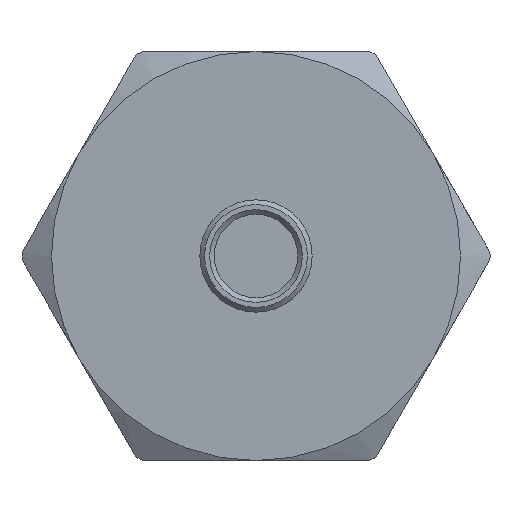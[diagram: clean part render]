
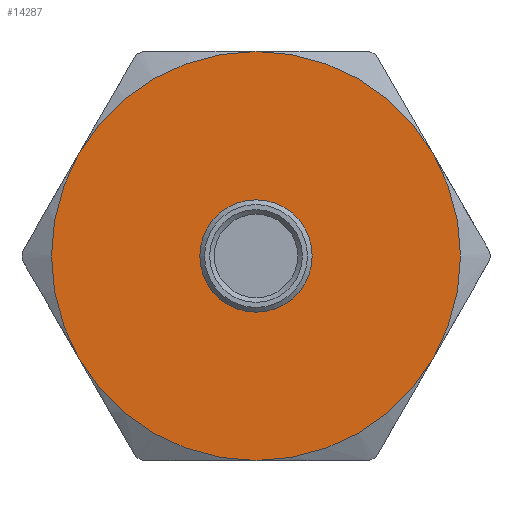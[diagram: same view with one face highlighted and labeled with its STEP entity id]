
A CAD part, left-side view. The second image highlights one B-rep face of the part: STEP entity #14287.
In plain terms, the highlighted planar face has unit normal (-1, 0, 0).
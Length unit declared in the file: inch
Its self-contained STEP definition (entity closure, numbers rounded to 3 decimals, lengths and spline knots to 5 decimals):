
#261 = AXIS2_PLACEMENT_3D ( 'NONE', #5289, #1347, #10928 ) ;
#1347 = DIRECTION ( 'NONE',  ( 1., 0., 0. ) ) ;
#1733 = ORIENTED_EDGE ( 'NONE', *, *, #19972, .T. ) ;
#2360 = CARTESIAN_POINT ( 'NONE',  ( 0.475, 0.18923, 0.10925 ) ) ;
#2386 = CARTESIAN_POINT ( 'NONE',  ( 0.475, -0.06, 0. ) ) ;
#3183 = EDGE_CURVE ( 'NONE', #20790, #20790, #4820, .T. ) ;
#3192 = FACE_OUTER_BOUND ( 'NONE', #15943, .T. ) ;
#3205 = VERTEX_POINT ( 'NONE', #3871 ) ;
#3871 = CARTESIAN_POINT ( 'NONE',  ( 0.475, 0., 0.2185 ) ) ;
#4127 = CIRCLE ( 'NONE', #17834, 0.2185 ) ;
#4542 = EDGE_CURVE ( 'NONE', #22282, #17319, #17955, .T. ) ;
#4820 = CIRCLE ( 'NONE', #13034, 0.06 ) ;
#4988 = CARTESIAN_POINT ( 'NONE',  ( 0.475, -0.18923, 0.10925 ) ) ;
#5123 = CARTESIAN_POINT ( 'NONE',  ( 0.475, 0., 0. ) ) ;
#5168 = CARTESIAN_POINT ( 'NONE',  ( 0.475, 0., 0. ) ) ;
#5255 = ORIENTED_EDGE ( 'NONE', *, *, #12766, .T. ) ;
#5289 = CARTESIAN_POINT ( 'NONE',  ( 0.475, 0.2475, 0. ) ) ;
#5317 = CIRCLE ( 'NONE', #11173, 0.2185 ) ;
#5683 = VERTEX_POINT ( 'NONE', #7211 ) ;
#5685 = EDGE_LOOP ( 'NONE', ( #24079 ) ) ;
#6360 = AXIS2_PLACEMENT_3D ( 'NONE', #5123, #21432, #13948 ) ;
#6555 = EDGE_CURVE ( 'NONE', #18875, #5683, #17584, .T. ) ;
#6586 = AXIS2_PLACEMENT_3D ( 'NONE', #11568, #7906, #11928 ) ;
#7211 = CARTESIAN_POINT ( 'NONE',  ( 0.475, 0.18923, -0.10925 ) ) ;
#7906 = DIRECTION ( 'NONE',  ( -1., 0., 0. ) ) ;
#8249 = CARTESIAN_POINT ( 'NONE',  ( 0.475, 0., 0. ) ) ;
#8362 = ORIENTED_EDGE ( 'NONE', *, *, #6555, .T. ) ;
#8709 = DIRECTION ( 'NONE',  ( -1., 0., 0. ) ) ;
#9025 = DIRECTION ( 'NONE',  ( -1., 0., 0. ) ) ;
#10898 = AXIS2_PLACEMENT_3D ( 'NONE', #18027, #8709, #16186 ) ;
#10928 = DIRECTION ( 'NONE',  ( 0., 1., 0. ) ) ;
#11085 = CARTESIAN_POINT ( 'NONE',  ( 0.475, -0.18923, -0.10925 ) ) ;
#11173 = AXIS2_PLACEMENT_3D ( 'NONE', #8249, #23208, #21592 ) ;
#11568 = CARTESIAN_POINT ( 'NONE',  ( 0.475, 0., 0. ) ) ;
#11928 = DIRECTION ( 'NONE',  ( 0., -1., 0. ) ) ;
#12621 = DIRECTION ( 'NONE',  ( 0., -1., 0. ) ) ;
#12653 = EDGE_CURVE ( 'NONE', #3205, #18875, #5317, .T. ) ;
#12766 = EDGE_CURVE ( 'NONE', #5683, #22282, #4127, .T. ) ;
#12873 = PLANE ( 'NONE',  #261 ) ;
#12972 = CIRCLE ( 'NONE', #6360, 0.2185 ) ;
#13034 = AXIS2_PLACEMENT_3D ( 'NONE', #22749, #13662, #19066 ) ;
#13054 = DIRECTION ( 'NONE',  ( 0., -1., 0. ) ) ;
#13662 = DIRECTION ( 'NONE',  ( -1., 0., 0. ) ) ;
#13948 = DIRECTION ( 'NONE',  ( 0., -1., 0. ) ) ;
#14287 = ADVANCED_FACE ( 'NONE', ( #22075, #3192 ), #12873, .F. ) ;
#14817 = CARTESIAN_POINT ( 'NONE',  ( 0.475, 0., -0.2185 ) ) ;
#15943 = EDGE_LOOP ( 'NONE', ( #18419, #8362, #5255, #21843, #1733, #20080 ) ) ;
#16186 = DIRECTION ( 'NONE',  ( 0., -1., 0. ) ) ;
#16315 = DIRECTION ( 'NONE',  ( -1., 0., 0. ) ) ;
#16514 = AXIS2_PLACEMENT_3D ( 'NONE', #20420, #9025, #13054 ) ;
#17319 = VERTEX_POINT ( 'NONE', #11085 ) ;
#17584 = CIRCLE ( 'NONE', #6586, 0.2185 ) ;
#17834 = AXIS2_PLACEMENT_3D ( 'NONE', #5168, #16315, #12621 ) ;
#17955 = CIRCLE ( 'NONE', #10898, 0.2185 ) ;
#18027 = CARTESIAN_POINT ( 'NONE',  ( 0.475, 0., 0. ) ) ;
#18419 = ORIENTED_EDGE ( 'NONE', *, *, #12653, .T. ) ;
#18875 = VERTEX_POINT ( 'NONE', #2360 ) ;
#19066 = DIRECTION ( 'NONE',  ( 0., -1., 0. ) ) ;
#19402 = EDGE_CURVE ( 'NONE', #20676, #3205, #12972, .T. ) ;
#19972 = EDGE_CURVE ( 'NONE', #17319, #20676, #21987, .T. ) ;
#20080 = ORIENTED_EDGE ( 'NONE', *, *, #19402, .T. ) ;
#20420 = CARTESIAN_POINT ( 'NONE',  ( 0.475, 0., 0. ) ) ;
#20676 = VERTEX_POINT ( 'NONE', #4988 ) ;
#20790 = VERTEX_POINT ( 'NONE', #2386 ) ;
#21432 = DIRECTION ( 'NONE',  ( -1., 0., 0. ) ) ;
#21592 = DIRECTION ( 'NONE',  ( 0., -1., 0. ) ) ;
#21843 = ORIENTED_EDGE ( 'NONE', *, *, #4542, .T. ) ;
#21987 = CIRCLE ( 'NONE', #16514, 0.2185 ) ;
#22075 = FACE_BOUND ( 'NONE', #5685, .T. ) ;
#22282 = VERTEX_POINT ( 'NONE', #14817 ) ;
#22749 = CARTESIAN_POINT ( 'NONE',  ( 0.475, 0., 0. ) ) ;
#23208 = DIRECTION ( 'NONE',  ( -1., 0., 0. ) ) ;
#24079 = ORIENTED_EDGE ( 'NONE', *, *, #3183, .F. ) ;
